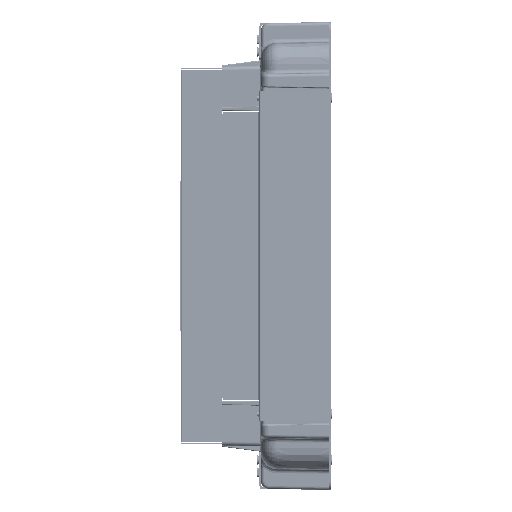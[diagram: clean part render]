
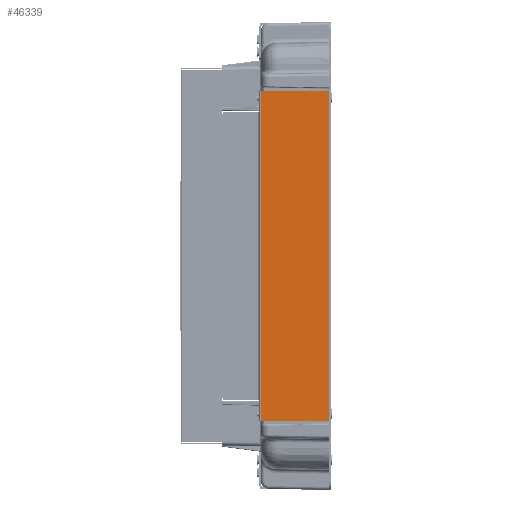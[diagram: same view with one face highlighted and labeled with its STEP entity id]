
A CAD part, left-side view. The second image highlights one B-rep face of the part: STEP entity #46339.
In plain terms, the highlighted planar face has unit normal (-1, 0, 0).
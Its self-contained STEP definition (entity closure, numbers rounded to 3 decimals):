
#46321=AXIS2_PLACEMENT_3D('Plane Axis2P3D',#46318,#46319,#46320) ;
#46097=CARTESIAN_POINT('Line Origine',(-0.2,0.,0.)) ;
#46101=CARTESIAN_POINT('Vertex',(-0.2,0.,-98.5)) ;
#46103=CARTESIAN_POINT('Vertex',(-0.2,0.,98.5)) ;
#46296=CARTESIAN_POINT('Vertex',(-0.2,40.5,-98.5)) ;
#46299=CARTESIAN_POINT('Line Origine',(-0.2,40.5,0.)) ;
#46303=CARTESIAN_POINT('Vertex',(-0.2,40.5,98.5)) ;
#46318=CARTESIAN_POINT('Axis2P3D Location',(-0.2,40.5,0.)) ;
#46323=CARTESIAN_POINT('Line Origine',(-0.2,20.25,-98.5)) ;
#46328=CARTESIAN_POINT('Line Origine',(-0.2,20.25,98.5)) ;
#46098=DIRECTION('Vector Direction',(0.,0.,1.)) ;
#46300=DIRECTION('Vector Direction',(0.,0.,1.)) ;
#46319=DIRECTION('Axis2P3D Direction',(-1.,0.,0.)) ;
#46320=DIRECTION('Axis2P3D XDirection',(0.,-1.,0.)) ;
#46324=DIRECTION('Vector Direction',(0.,-1.,0.)) ;
#46329=DIRECTION('Vector Direction',(0.,-1.,0.)) ;
#46099=VECTOR('Line Direction',#46098,1.) ;
#46301=VECTOR('Line Direction',#46300,1.) ;
#46325=VECTOR('Line Direction',#46324,1.) ;
#46330=VECTOR('Line Direction',#46329,1.) ;
#46334=ORIENTED_EDGE('',*,*,#46305,.F.) ;
#46335=ORIENTED_EDGE('',*,*,#46327,.T.) ;
#46336=ORIENTED_EDGE('',*,*,#46105,.T.) ;
#46337=ORIENTED_EDGE('',*,*,#46332,.F.) ;
#46339=ADVANCED_FACE('Corps principal',(#46338),#46322,.T.) ;
#46105=EDGE_CURVE('',#46102,#46104,#46100,.T.) ;
#46305=EDGE_CURVE('',#46297,#46304,#46302,.T.) ;
#46327=EDGE_CURVE('',#46297,#46102,#46326,.T.) ;
#46332=EDGE_CURVE('',#46304,#46104,#46331,.T.) ;
#46333=EDGE_LOOP('',(#46334,#46335,#46336,#46337)) ;
#46338=FACE_OUTER_BOUND('',#46333,.T.) ;
#46100=LINE('Line',#46097,#46099) ;
#46302=LINE('Line',#46299,#46301) ;
#46326=LINE('Line',#46323,#46325) ;
#46331=LINE('Line',#46328,#46330) ;
#46322=PLANE('',#46321) ;
#46102=VERTEX_POINT('',#46101) ;
#46104=VERTEX_POINT('',#46103) ;
#46297=VERTEX_POINT('',#46296) ;
#46304=VERTEX_POINT('',#46303) ;
